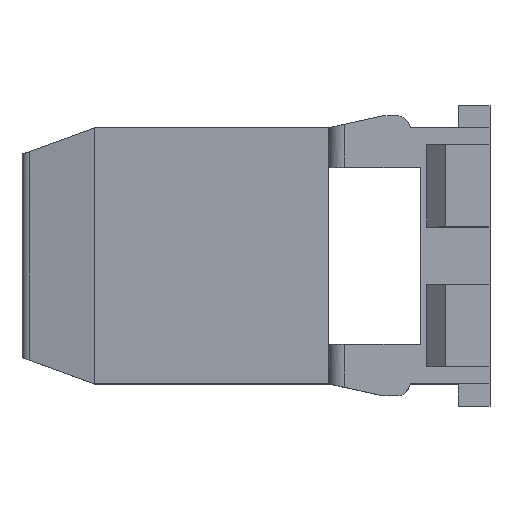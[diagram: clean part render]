
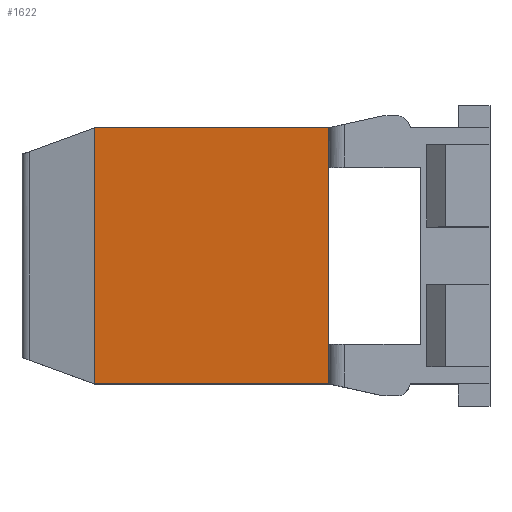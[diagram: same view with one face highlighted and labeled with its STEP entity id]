
A CAD part, top view. The second image highlights one B-rep face of the part: STEP entity #1622.
In plain terms, the highlighted planar face has unit normal (-0.122, 0, 0.993).
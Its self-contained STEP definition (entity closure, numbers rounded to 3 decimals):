
#35=DIRECTION('',(0.993,0.,0.122));
#36=VECTOR('',#35,7.456);
#37=CARTESIAN_POINT('',(-12.5,-4.05,0.766));
#38=LINE('',#37,#36);
#285=DIRECTION('',(0.993,0.,0.122));
#286=VECTOR('',#285,7.456);
#287=CARTESIAN_POINT('',(-12.5,4.05,0.766));
#288=LINE('',#287,#286);
#520=DIRECTION('',(0.,-1.,0.));
#521=VECTOR('',#520,5.6);
#522=CARTESIAN_POINT('',(-5.1,2.8,1.675));
#523=LINE('',#522,#521);
#524=DIRECTION('',(0.,1.,0.));
#525=VECTOR('',#524,8.1);
#526=CARTESIAN_POINT('',(-12.5,-4.05,0.766));
#527=LINE('',#526,#525);
#540=DIRECTION('',(0.,1.,0.));
#541=VECTOR('',#540,1.25);
#542=CARTESIAN_POINT('',(-5.1,-4.05,1.675));
#543=LINE('',#542,#541);
#548=DIRECTION('',(0.,1.,0.));
#549=VECTOR('',#548,1.25);
#550=CARTESIAN_POINT('',(-5.1,2.8,1.675));
#551=LINE('',#550,#549);
#737=CARTESIAN_POINT('',(-12.5,-4.05,0.766));
#739=VERTEX_POINT('',#737);
#741=CARTESIAN_POINT('',(-12.5,4.05,0.766));
#743=VERTEX_POINT('',#741);
#752=CARTESIAN_POINT('',(-5.1,-4.05,1.675));
#753=VERTEX_POINT('',#752);
#756=CARTESIAN_POINT('',(-5.1,4.05,1.675));
#757=VERTEX_POINT('',#756);
#866=CARTESIAN_POINT('',(-5.1,2.8,1.675));
#867=CARTESIAN_POINT('',(-5.1,-2.8,1.675));
#868=VERTEX_POINT('',#866);
#869=VERTEX_POINT('',#867);
#1606=CARTESIAN_POINT('',(-12.5,-4.05,0.766));
#1607=DIRECTION('',(-0.122,0.,0.993));
#1608=DIRECTION('',(0.993,0.,0.122));
#1609=AXIS2_PLACEMENT_3D('',#1606,#1607,#1608);
#1610=PLANE('',#1609);
#1611=ORIENTED_EDGE('',*,*,#1600,.T.);
#1613=ORIENTED_EDGE('',*,*,#1612,.F.);
#1614=ORIENTED_EDGE('',*,*,#977,.F.);
#1616=ORIENTED_EDGE('',*,*,#1615,.T.);
#1617=ORIENTED_EDGE('',*,*,#1228,.T.);
#1619=ORIENTED_EDGE('',*,*,#1618,.F.);
#1620=EDGE_LOOP('',(#1611,#1613,#1614,#1616,#1617,#1619));
#1621=FACE_OUTER_BOUND('',#1620,.F.);
#1622=ADVANCED_FACE('',(#1621),#1610,.T.);
#977=EDGE_CURVE('',#739,#753,#38,.T.);
#1228=EDGE_CURVE('',#743,#757,#288,.T.);
#1600=EDGE_CURVE('',#868,#869,#523,.T.);
#1612=EDGE_CURVE('',#753,#869,#543,.T.);
#1615=EDGE_CURVE('',#739,#743,#527,.T.);
#1618=EDGE_CURVE('',#868,#757,#551,.T.);
